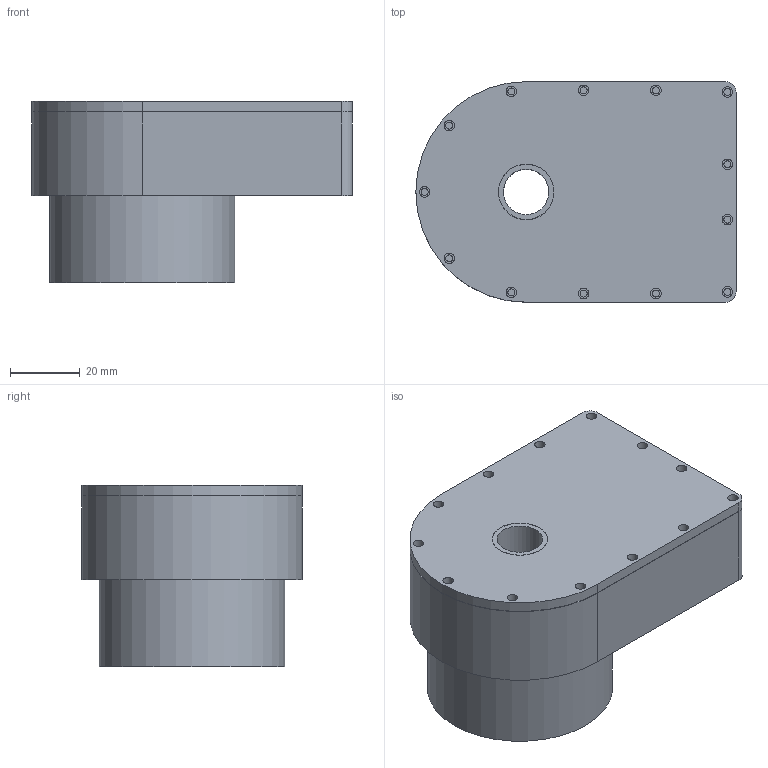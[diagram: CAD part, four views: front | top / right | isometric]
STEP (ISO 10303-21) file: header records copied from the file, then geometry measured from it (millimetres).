
FILE_DESCRIPTION(/* description */ (''),/* implementation_level */ '2;1');
FILE_NAME(/* name */ 'Balun.step',/* time_stamp */ '2025-07-20T14:05:56-07:00',/* author */ (''),/* organization */ (''),/* preprocessor_version */ 'ST-DEVELOPER v20.1',/* originating_system */ 'Autodesk Translation Framework v14.10.0.0',/* authorisation */ '');
FILE_SCHEMA (('AUTOMOTIVE_DESIGN { 1 0 10303 214 3 1 1 }'));
Length unit declared in the file: millimetre
Products named in the file (4): Balun; Balun_ToroidCase_Bottom; Balun_Body; Balun_Cover
Assembly tree (3 placements, depth 2):
  Balun
    Balun_ToroidCase_Bottom
    Balun_Body
    Balun_Cover
Bounding box: 91.52 x 63.05 x 52 mm (x, y, z)
Volume: 89266.5 mm3; surface area: 58140.4 mm2
Topology: 4 solids, 4 shells, 306 faces, 787 edges, 511 vertices
Faces by surface type: cylinder 158, bspline 68, plane 66, cone 5, torus 5, sphere 4
Full cylindrical faces by diameter (mm): 2 x13, 3 x38, 5 x2, 8.6 x1, 13 x1, 15.8 x1, 15.9 x1, 45 x1, 50.157 x2, 50.526 x2, 51.85 x2, 52.214 x3, 53 x1, 53.4 x1
Entity records: 15144 total; most frequent: CARTESIAN_POINT 7849, ORIENTED_EDGE 1574, DIRECTION 1299, EDGE_CURVE 787, AXIS2_PLACEMENT_3D 514, VERTEX_POINT 511, EDGE_LOOP 418, FACE_OUTER_BOUND 306
